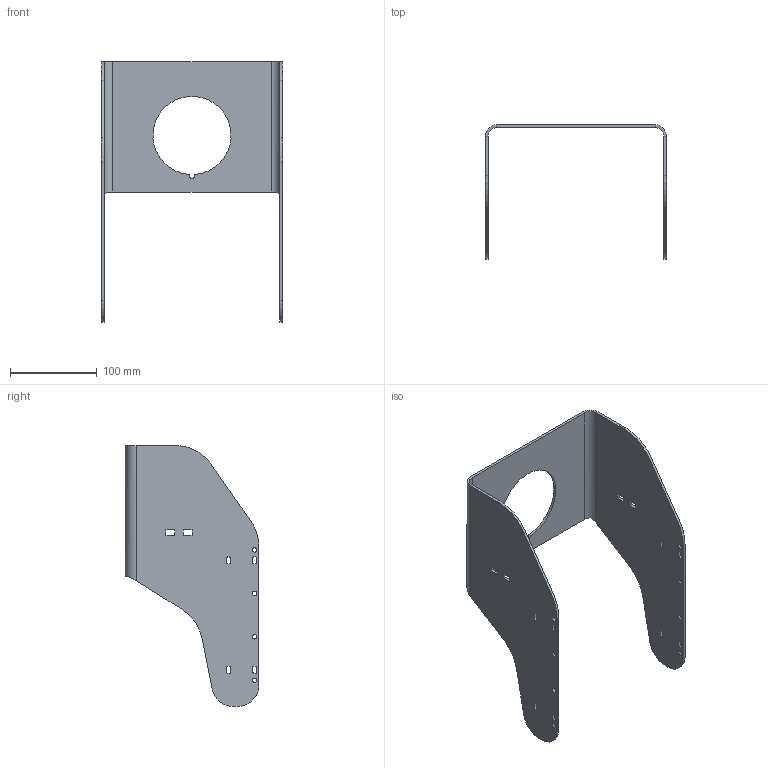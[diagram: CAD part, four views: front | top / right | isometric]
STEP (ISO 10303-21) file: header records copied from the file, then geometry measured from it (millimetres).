
FILE_DESCRIPTION((''),'2;1');
FILE_NAME('Shell 25083113 FOLDED.stp','2013-11-13T22:06:02',(''),(''),'Autodesk Inventor 2013','Autodesk Inventor 2013','');
FILE_SCHEMA(('AUTOMOTIVE_DESIGN { 1 0 10303 214 1 1 1 1 }'));
Length unit declared in the file: millimetre
Products named in the file (1): Shell 25083113
Bounding box: 208.22 x 154.11 x 300 mm (x, y, z)
Volume: 250460.3 mm3; surface area: 174080.7 mm2
Topology: 1 solids, 1 shells, 134 faces, 385 edges, 256 vertices
Faces by surface type: plane 74, cylinder 58, bspline 2
Full cylindrical faces by diameter (mm): 5 x8
Entity records: 4672 total; most frequent: CARTESIAN_POINT 965, DIRECTION 755, ORIENTED_EDGE 748, EDGE_CURVE 374, VECTOR 257, LINE 257, VERTEX_POINT 250, AXIS2_PLACEMENT_3D 249
